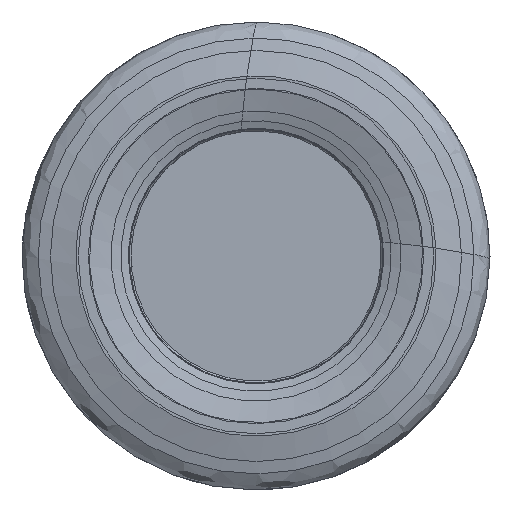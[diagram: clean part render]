
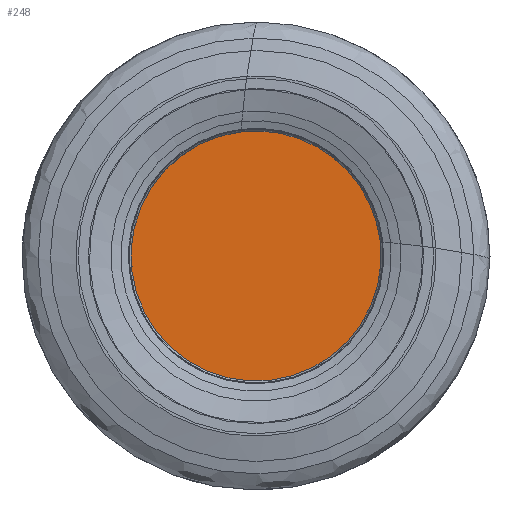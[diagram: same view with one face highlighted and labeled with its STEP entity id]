
A CAD part, left-side view. The second image highlights one B-rep face of the part: STEP entity #248.
In plain terms, the highlighted planar face has unit normal (-1, 0, 0).
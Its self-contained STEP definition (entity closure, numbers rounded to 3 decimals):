
#189=PLANE('',#856);
#191=FACE_OUTER_BOUND('',#337,.T.);
#248=ADVANCED_FACE('',(#191),#189,.F.);
#337=EDGE_LOOP('',(#409));
#409=ORIENTED_EDGE('',*,*,#682,.T.);
#622=VERTEX_POINT('',#1162);
#682=EDGE_CURVE('',#622,#622,#790,.T.);
#790=CIRCLE('',#855,6.797);
#855=AXIS2_PLACEMENT_3D('',#1161,#954,#955);
#856=AXIS2_PLACEMENT_3D('',#1163,#956,#957);
#954=DIRECTION('',(-1.,0.,0.));
#955=DIRECTION('',(0.,0.,1.));
#956=DIRECTION('',(1.,0.,0.));
#957=DIRECTION('',(0.,0.,-1.));
#1161=CARTESIAN_POINT('',(1.,0.,0.));
#1162=CARTESIAN_POINT('',(1.,0.,6.797));
#1163=CARTESIAN_POINT('',(1.,6.797,0.));
